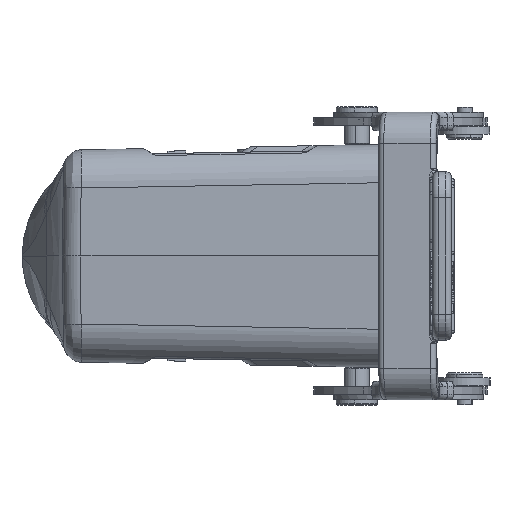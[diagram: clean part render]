
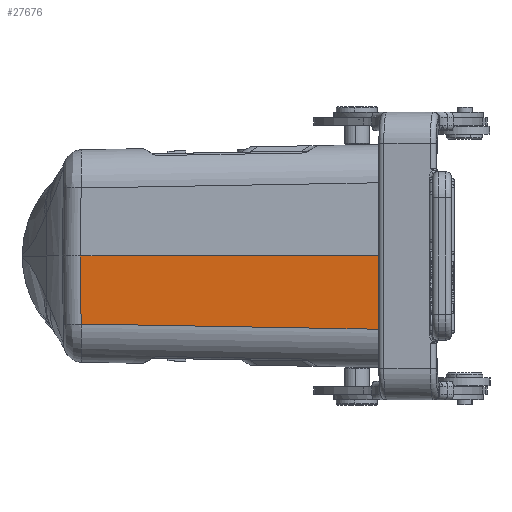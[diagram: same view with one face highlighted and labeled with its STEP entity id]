
A CAD part, left-side view. The second image highlights one B-rep face of the part: STEP entity #27676.
In plain terms, the highlighted planar face has unit normal (-1, 0.018, -0.017).
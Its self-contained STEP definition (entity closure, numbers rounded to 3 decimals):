
#253=CARTESIAN_POINT('',(-59.748,70.308,-14.127));
#279=CARTESIAN_POINT('',(-58.753,128.333,-13.114));
#1137=DIRECTION('',(-0.017,0.,1.));
#1138=VECTOR('',#1137,14.129);
#1139=CARTESIAN_POINT('',(-59.748,70.308,
-14.127));
#1140=LINE('',#1139,#1138);
#1141=DIRECTION('',(0.017,1.,0.017));
#1142=VECTOR('',#1141,58.042);
#1143=CARTESIAN_POINT('',(-59.748,70.308,
-14.127));
#1144=LINE('',#1143,#1142);
#1145=DIRECTION('',(-0.017,0.017,1.));
#1146=VECTOR('',#1145,13.118);
#1147=CARTESIAN_POINT('',(-58.753,128.333,
-13.114));
#1148=LINE('',#1147,#1146);
#1149=DIRECTION('',(0.017,1.,0.));
#1150=VECTOR('',#1149,58.26);
#1151=CARTESIAN_POINT('',(-59.995,70.31,
0.));
#1152=LINE('',#1151,#1150);
#20998=VERTEX_POINT('',#253);
#21004=VERTEX_POINT('',#279);
#21149=CARTESIAN_POINT('',(-59.995,70.31,
0.));
#21150=VERTEX_POINT('',#21149);
#21151=CARTESIAN_POINT('',(-58.978,128.562,
0.));
#21152=VERTEX_POINT('',#21151);
#27663=CARTESIAN_POINT('',(-60.049,70.,2.835));
#27664=DIRECTION('',(-1.,0.017,-0.017));
#27665=DIRECTION('',(0.017,1.,0.));
#27666=AXIS2_PLACEMENT_3D('',#27663,#27664,#27665);
#27667=PLANE('',#27666);
#27669=ORIENTED_EDGE('',*,*,#27668,.F.);
#27670=ORIENTED_EDGE('',*,*,#27656,.F.);
#27671=ORIENTED_EDGE('',*,*,#26343,.T.);
#27673=ORIENTED_EDGE('',*,*,#27672,.T.);
#27674=EDGE_LOOP('',(#27669,#27670,#27671,#27673));
#27675=FACE_OUTER_BOUND('',#27674,.F.);
#27676=ADVANCED_FACE('',(#27675),#27667,.T.);
#26343=EDGE_CURVE('',#20998,#21004,#1144,.T.);
#27656=EDGE_CURVE('',#20998,#21150,#1140,.T.);
#27668=EDGE_CURVE('',#21150,#21152,#1152,.T.);
#27672=EDGE_CURVE('',#21004,#21152,#1148,.T.);
